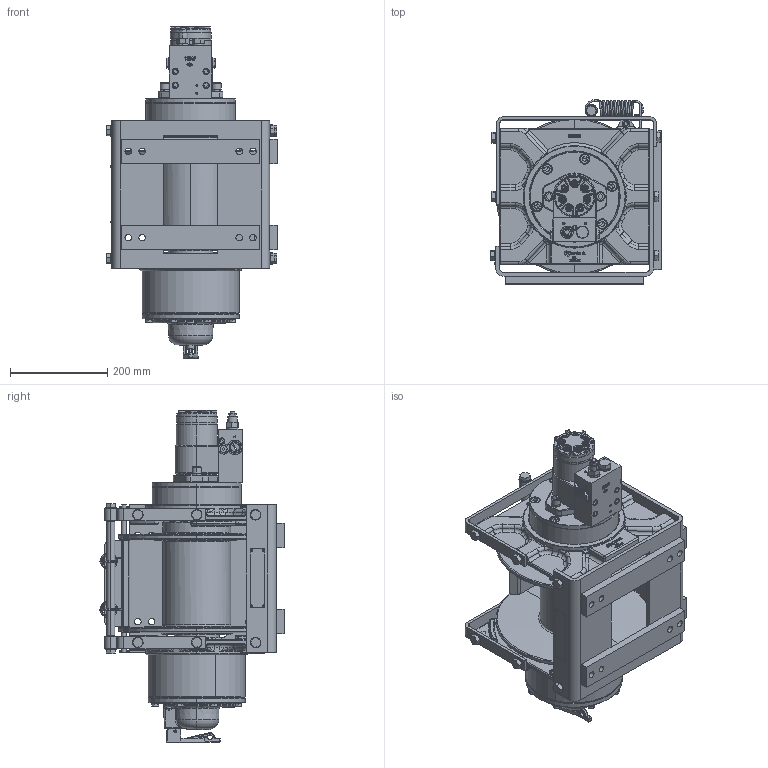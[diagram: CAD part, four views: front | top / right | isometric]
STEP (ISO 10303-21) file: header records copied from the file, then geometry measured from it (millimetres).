
FILE_DESCRIPTION((''),'2;1');
FILE_NAME('TWG-TEMP','2020-10-18T21:25:48',('Administrator'),(''),'CREO PARAMETRIC BY PTC INC, 2019030','CREO PARAMETRIC BY PTC INC, 2019030','');
FILE_SCHEMA(('AUTOMOTIVE_DESIGN { 1 0 10303 214 1 1 1 1 }'));
Products named in the file (1): TWG-TEMP
Bounding box: 351.62 x 379.82 x 684.23 mm (x, y, z)
Volume: 5097424.3 mm3; surface area: 1704727.6 mm2
Topology: 1 solids, 214 shells, 3008 faces, 10166 edges, 7152 vertices
Faces by surface type: plane 1063, cylinder 911, torus 533, cone 215, bspline 200, extrusion 54, sphere 32
Entity records: 176697 total; most frequent: CARTESIAN_POINT 73033, DIRECTION 15963, ORIENTED_EDGE 15947, EDGE_CURVE 10007, VERTEX_POINT 7152, AXIS2_PLACEMENT_3D 5726, VECTOR 4508, LINE 4454
